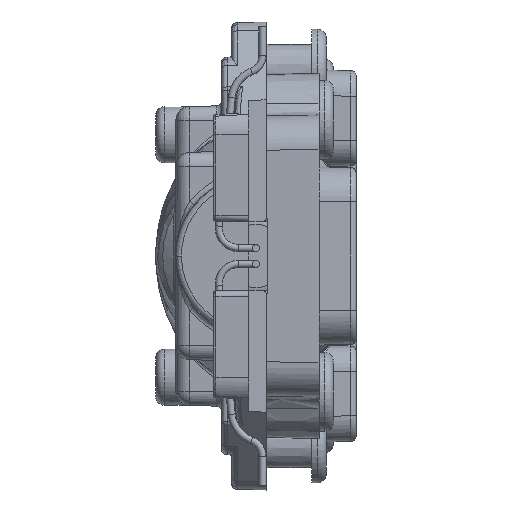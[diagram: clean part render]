
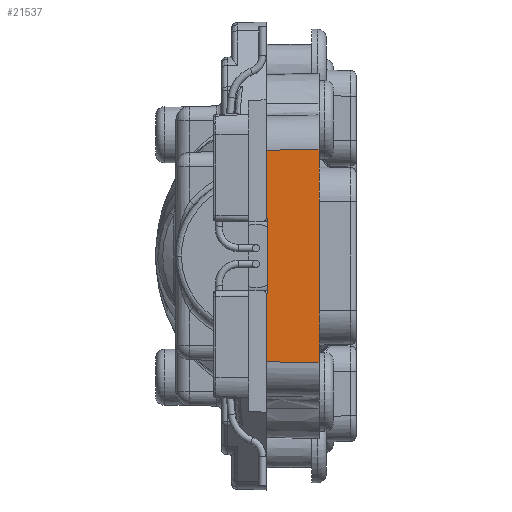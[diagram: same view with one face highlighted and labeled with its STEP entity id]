
A CAD part, left-side view. The second image highlights one B-rep face of the part: STEP entity #21537.
In plain terms, the highlighted planar face has unit normal (-1, 0.018, 0).
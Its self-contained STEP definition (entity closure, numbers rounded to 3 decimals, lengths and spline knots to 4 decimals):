
#257=PLANE('',#23281);
#2338=LINE('',#33426,#3538);
#2339=LINE('',#33432,#3539);
#2423=LINE('',#33901,#3623);
#2439=LINE('',#34144,#3639);
#2640=LINE('',#37299,#3840);
#2641=LINE('',#37301,#3841);
#2642=LINE('',#37303,#3842);
#2643=LINE('',#37305,#3843);
#2644=LINE('',#37307,#3844);
#2645=LINE('',#37308,#3845);
#2646=LINE('',#37309,#3846);
#2647=LINE('',#37310,#3847);
#2648=LINE('',#37311,#3848);
#2649=LINE('',#37313,#3849);
#2650=LINE('',#37315,#3850);
#2651=LINE('',#37317,#3851);
#2652=LINE('',#37319,#3852);
#2653=LINE('',#37320,#3853);
#3538=VECTOR('',#26076,1000.);
#3539=VECTOR('',#26081,1000.);
#3623=VECTOR('',#26231,1000.);
#3639=VECTOR('',#26301,1000.);
#3840=VECTOR('',#26736,1000.);
#3841=VECTOR('',#26737,1000.);
#3842=VECTOR('',#26738,1000.);
#3843=VECTOR('',#26739,1000.);
#3844=VECTOR('',#26740,1000.);
#3845=VECTOR('',#26741,1000.);
#3846=VECTOR('',#26742,1000.);
#3847=VECTOR('',#26743,1000.);
#3848=VECTOR('',#26744,1000.);
#3849=VECTOR('',#26745,1000.);
#3850=VECTOR('',#26746,1000.);
#3851=VECTOR('',#26747,1000.);
#3852=VECTOR('',#26748,1000.);
#3853=VECTOR('',#26749,1000.);
#4908=FACE_OUTER_BOUND('',#6363,.T.);
#6363=EDGE_LOOP('',(#15430,#15431,#15432,#15433,#15434,#15435,#15436,#15437,
#15438,#15439,#15440,#15441,#15442,#15443,#15444,#15445,#15446,#15447));
#9254=VERTEX_POINT('',#33420);
#9256=VERTEX_POINT('',#33424);
#9257=VERTEX_POINT('',#33428);
#9259=VERTEX_POINT('',#33431);
#9350=VERTEX_POINT('',#33898);
#9351=VERTEX_POINT('',#33900);
#9399=VERTEX_POINT('',#34141);
#9400=VERTEX_POINT('',#34143);
#9756=VERTEX_POINT('',#37297);
#9757=VERTEX_POINT('',#37298);
#9758=VERTEX_POINT('',#37300);
#9759=VERTEX_POINT('',#37302);
#9760=VERTEX_POINT('',#37304);
#9761=VERTEX_POINT('',#37306);
#9762=VERTEX_POINT('',#37312);
#9763=VERTEX_POINT('',#37314);
#9764=VERTEX_POINT('',#37316);
#9765=VERTEX_POINT('',#37318);
#11311=EDGE_CURVE('',#9254,#9256,#2338,.T.);
#11313=EDGE_CURVE('',#9259,#9257,#2339,.T.);
#11419=EDGE_CURVE('',#9351,#9350,#2423,.T.);
#11479=EDGE_CURVE('',#9400,#9399,#2439,.T.);
#11897=EDGE_CURVE('',#9756,#9757,#2640,.T.);
#11898=EDGE_CURVE('',#9756,#9758,#2641,.T.);
#11899=EDGE_CURVE('',#9758,#9759,#2642,.T.);
#11900=EDGE_CURVE('',#9760,#9759,#2643,.T.);
#11901=EDGE_CURVE('',#9760,#9761,#2644,.T.);
#11902=EDGE_CURVE('',#9254,#9761,#2645,.T.);
#11903=EDGE_CURVE('',#9256,#9351,#2646,.T.);
#11904=EDGE_CURVE('',#9400,#9350,#2647,.T.);
#11905=EDGE_CURVE('',#9399,#9259,#2648,.T.);
#11906=EDGE_CURVE('',#9762,#9257,#2649,.T.);
#11907=EDGE_CURVE('',#9762,#9763,#2650,.T.);
#11908=EDGE_CURVE('',#9764,#9763,#2651,.T.);
#11909=EDGE_CURVE('',#9764,#9765,#2652,.T.);
#11910=EDGE_CURVE('',#9765,#9757,#2653,.T.);
#15430=ORIENTED_EDGE('',*,*,#11897,.F.);
#15431=ORIENTED_EDGE('',*,*,#11898,.T.);
#15432=ORIENTED_EDGE('',*,*,#11899,.T.);
#15433=ORIENTED_EDGE('',*,*,#11900,.F.);
#15434=ORIENTED_EDGE('',*,*,#11901,.T.);
#15435=ORIENTED_EDGE('',*,*,#11902,.F.);
#15436=ORIENTED_EDGE('',*,*,#11311,.T.);
#15437=ORIENTED_EDGE('',*,*,#11903,.T.);
#15438=ORIENTED_EDGE('',*,*,#11419,.T.);
#15439=ORIENTED_EDGE('',*,*,#11904,.F.);
#15440=ORIENTED_EDGE('',*,*,#11479,.T.);
#15441=ORIENTED_EDGE('',*,*,#11905,.T.);
#15442=ORIENTED_EDGE('',*,*,#11313,.T.);
#15443=ORIENTED_EDGE('',*,*,#11906,.F.);
#15444=ORIENTED_EDGE('',*,*,#11907,.T.);
#15445=ORIENTED_EDGE('',*,*,#11908,.F.);
#15446=ORIENTED_EDGE('',*,*,#11909,.T.);
#15447=ORIENTED_EDGE('',*,*,#11910,.T.);
#21537=ADVANCED_FACE('',(#4908),#257,.T.);
#23281=AXIS2_PLACEMENT_3D('',#37296,#26734,#26735);
#26076=DIRECTION('',(0.,0.,-1.));
#26081=DIRECTION('',(0.,0.,-1.));
#26231=DIRECTION('',(0.,0.,1.));
#26301=DIRECTION('',(0.,0.,1.));
#26734=DIRECTION('center_axis',(-1.,0.017,0.));
#26735=DIRECTION('ref_axis',(-0.017,-1.,0.));
#26736=DIRECTION('',(0.,0.,1.));
#26737=DIRECTION('',(0.017,1.,0.));
#26738=DIRECTION('',(0.,0.,-1.));
#26739=DIRECTION('',(0.017,1.,0.));
#26740=DIRECTION('',(0.,0.,-1.));
#26741=DIRECTION('',(-0.017,-1.,0.));
#26742=DIRECTION('',(-0.017,-1.,-0.017));
#26743=DIRECTION('',(0.,0.,-1.));
#26744=DIRECTION('',(0.017,1.,-0.017));
#26745=DIRECTION('',(0.017,1.,0.));
#26746=DIRECTION('',(0.,0.,-1.));
#26747=DIRECTION('',(-0.017,-1.,0.));
#26748=DIRECTION('',(0.,0.,-1.));
#26749=DIRECTION('',(-0.017,-1.,0.));
#33420=CARTESIAN_POINT('',(-14.39,3.3035,-3.2));
#33424=CARTESIAN_POINT('',(-14.39,3.3035,-3.6902));
#33426=CARTESIAN_POINT('',(-14.39,3.3035,0.1425));
#33428=CARTESIAN_POINT('',(-14.39,3.3035,3.2));
#33431=CARTESIAN_POINT('',(-14.39,3.3035,3.6902));
#33432=CARTESIAN_POINT('',(-14.39,3.3035,0.1425));
#33898=CARTESIAN_POINT('',(-14.425,1.3,-3.1056));
#33900=CARTESIAN_POINT('',(-14.425,1.3,-3.7252));
#33901=CARTESIAN_POINT('',(-14.425,1.3,0.1425));
#34141=CARTESIAN_POINT('',(-14.425,1.3,3.7252));
#34143=CARTESIAN_POINT('',(-14.425,1.3,3.1056));
#34144=CARTESIAN_POINT('',(-14.425,1.3,0.1425));
#37296=CARTESIAN_POINT('Origin',(-14.425,1.3,0.1425));
#37297=CARTESIAN_POINT('',(-14.3936,3.1,-1.3));
#37298=CARTESIAN_POINT('',(-14.3936,3.1,1.3));
#37299=CARTESIAN_POINT('',(-14.3936,3.1,0.));
#37300=CARTESIAN_POINT('',(-14.39,3.3035,-1.3));
#37301=CARTESIAN_POINT('',(-14.39,3.3035,-1.3));
#37302=CARTESIAN_POINT('',(-14.39,3.3035,-3.));
#37303=CARTESIAN_POINT('',(-14.39,3.3035,0.1425));
#37304=CARTESIAN_POINT('',(-14.3901,3.3,-3.));
#37305=CARTESIAN_POINT('',(-14.425,1.3,-3.));
#37306=CARTESIAN_POINT('',(-14.3901,3.3,-3.2));
#37307=CARTESIAN_POINT('',(-14.3901,3.3,0.1425));
#37308=CARTESIAN_POINT('',(-14.425,1.3,-3.2));
#37309=CARTESIAN_POINT('',(-14.4238,1.3675,-3.724));
#37310=CARTESIAN_POINT('',(-14.425,1.3,-4.75));
#37311=CARTESIAN_POINT('',(-14.4239,1.3625,3.7241));
#37312=CARTESIAN_POINT('',(-14.3901,3.3,3.2));
#37313=CARTESIAN_POINT('',(-14.425,1.3,3.2));
#37314=CARTESIAN_POINT('',(-14.3901,3.3,3.));
#37315=CARTESIAN_POINT('',(-14.3901,3.3,0.1425));
#37316=CARTESIAN_POINT('',(-14.39,3.3035,3.));
#37317=CARTESIAN_POINT('',(-14.425,1.3,3.));
#37318=CARTESIAN_POINT('',(-14.39,3.3035,1.3));
#37319=CARTESIAN_POINT('',(-14.39,3.3035,0.1425));
#37320=CARTESIAN_POINT('',(-14.3936,3.1,1.3));
